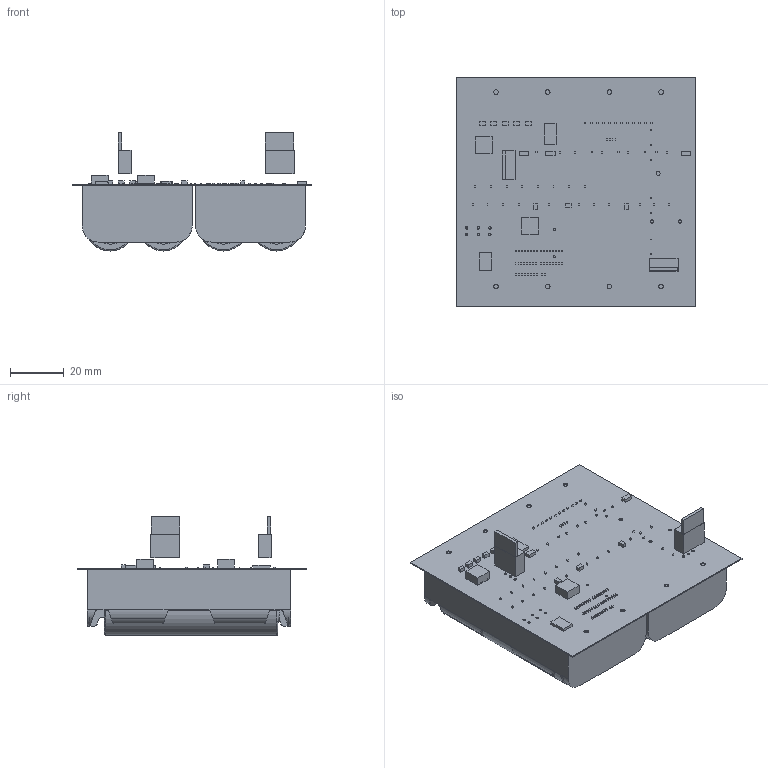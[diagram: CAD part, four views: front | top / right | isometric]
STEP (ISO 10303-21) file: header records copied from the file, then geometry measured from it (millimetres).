
FILE_DESCRIPTION(('Open CASCADE Model'),'2;1');
FILE_NAME('Open CASCADE Shape Model','2016-09-27T14:54:32',('Author'),( 'Open CASCADE'),'Open CASCADE STEP processor 6.5','Open CASCADE 6.5' ,'Unknown');
FILE_SCHEMA(('AUTOMOTIVE_DESIGN { 1 0 10303 214 1 1 1 1 }'));
Length unit declared in the file: millimetre
Products named in the file (145): PCB; Board; R13; 701940208; Extruded; R12; R11; R10; R9; 701939440; R8; R7; R6; R5; R4; R3; R2; R1; C3; C2; C1; R59; R58; R57; R56; R55; R54; R52; R53; R51; R50; R49; R48; R47; R46; R45; R44; R43; R42; R41 ...
Assembly tree (250 placements, depth 4):
  PCB
    Board
    R13
      701940208
        Extruded
    R12
      701940208
        Extruded
    R11
      701940208
        Extruded
    R10
      701940208
        Extruded
    R9
      701939440
        Extruded
    R8
      701939440
        Extruded
    R7
      701939440
        Extruded
    R6
      701939440
        Extruded
    R5
      701939440
        Extruded
    R4
      701939440
        Extruded
    R3
      701939440
        Extruded
    R2
      701939440
        Extruded
    R1
      701939440
        Extruded
    C3
      701939440
        Extruded
    C2
      701939440
        Extruded
    C1
      701939440
        Extruded
    R59
      701940208
        Extruded
    R58
      701940208
        Extruded
    R57
      701940208
        Extruded
    R56
Bounding box: 89.41 x 85.72 x 44.08 mm (x, y, z)
Volume: 90459.1 mm3; surface area: 71065.5 mm2
Topology: 124 solids, 124 shells, 1033 faces, 2283 edges, 1510 vertices
Faces by surface type: plane 844, cylinder 165, torus 24
Full cylindrical faces by diameter (mm): 0.85 x2, 0.9 x6, 1 x6, 1.2 x2, 1.5 x1, 1.7 x8
Entity records: 21334 total; most frequent: CARTESIAN_POINT 6337, DIRECTION 2457, ORIENTED_EDGE 1230, PCURVE 1230, DEFINITIONAL_REPRESENTATION 1230, LINE 1186, VECTOR 1186, AXIS2_PLACEMENT_3D 624
